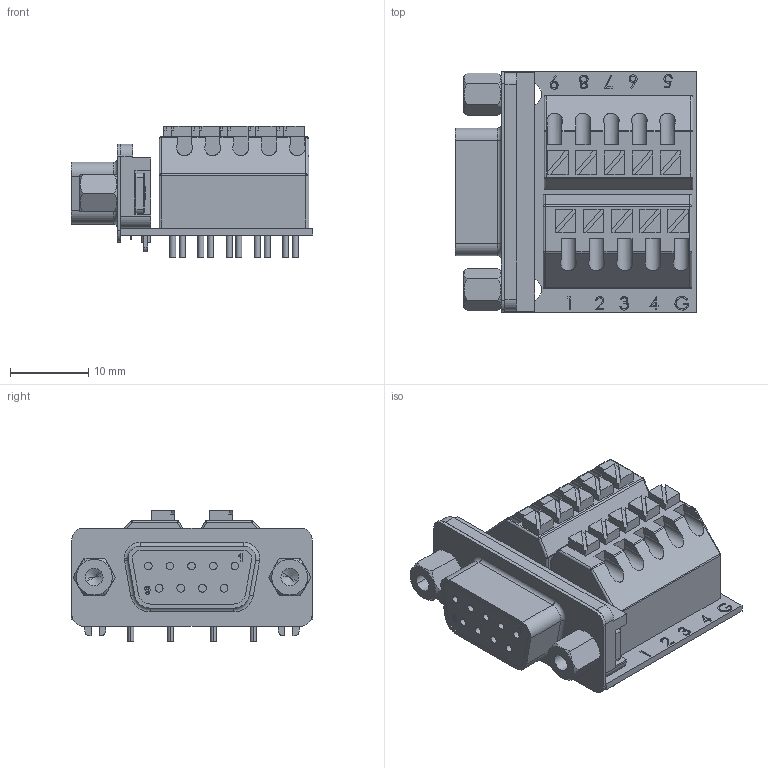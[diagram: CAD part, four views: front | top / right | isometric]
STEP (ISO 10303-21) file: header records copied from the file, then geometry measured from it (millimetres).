
FILE_DESCRIPTION (( 'STEP AP214' ), '1' );
FILE_NAME ('DGS9FT.STEP', '2011-04-26T14:08:16', ( 'x' ), ( 'Microsoft' ), 'SwSTEP 2.0', 'SolidWorks 2010', '' );
FILE_SCHEMA (( 'AUTOMOTIVE_DESIGN' ));
Length unit declared in the file: inch
Products named in the file (7): DGS9FT-MA4; DGB9FT-MA2; DGS9FT-MA3_Supplier Connector; 3AA02-010; DGS9FT-MA2; DGS9FT; DGS9FT-MA1
Assembly tree (9 placements, depth 2):
  DGS9FT
    DGS9FT-MA4  x2
    3AA02-010  x2
    DGB9FT-MA2
    DGS9FT-MA1
    DGS9FT-MA3_Supplier Connector
    DGS9FT-MA2  x2
Bounding box: 30.89 x 30.89 x 16.87 mm (x, y, z)
Volume: 7557.2 mm3; surface area: 6971.9 mm2
Topology: 9 solids, 9 shells, 793 faces, 1974 edges, 1251 vertices
Faces by surface type: plane 326, cylinder 262, bspline 86, cone 66, torus 29, sphere 24
Entity records: 29963 total; most frequent: CARTESIAN_POINT 11301, ORIENTED_EDGE 2954, DIRECTION 2777, EDGE_CURVE 1477, AXIS2_PLACEMENT_3D 974, VERTEX_POINT 954, VECTOR 829, LINE 829
